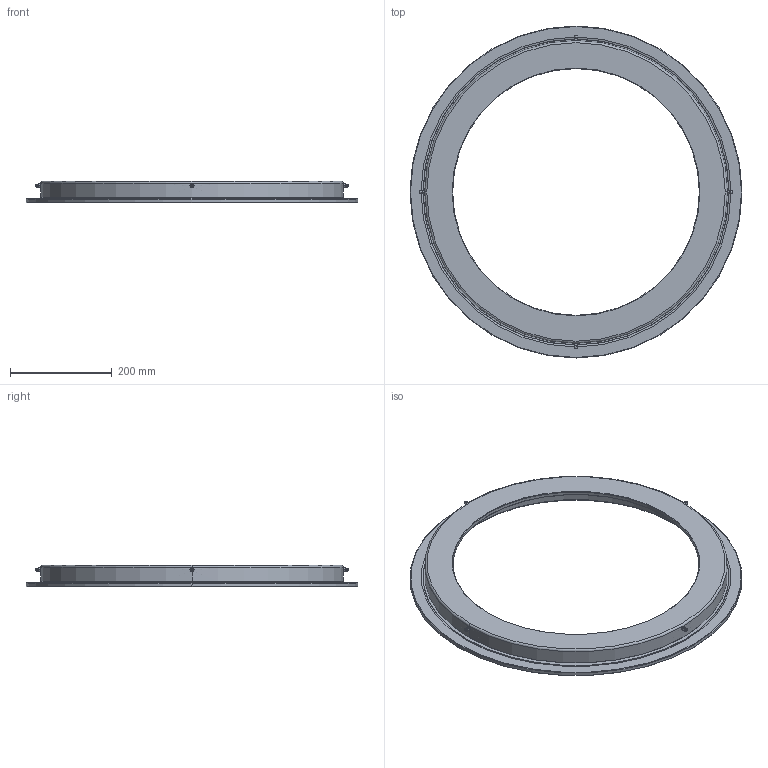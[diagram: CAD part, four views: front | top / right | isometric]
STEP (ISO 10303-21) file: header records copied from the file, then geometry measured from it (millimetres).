
FILE_DESCRIPTION (( 'STEP AP214' ), '1' );
FILE_NAME ('0013779.step', '2023-08-10T13:54:00', ( '' ), ( '' ), 'SwSTEP 2.0', 'SolidWorks 2020', '' );
FILE_SCHEMA (( 'AUTOMOTIVE_DESIGN' ));
Length unit declared in the file: millimetre
Products named in the file (3): 0013779_650L-360_ohne_Schmiernippel; 0033787_Schmiernippel_DIN71412_A_H1_M6x1_MODEL; 0013779
Assembly tree (5 placements, depth 2):
  0013779
    0013779_650L-360_ohne_Schmiernippel
    0033787_Schmiernippel_DIN71412_A_H1_M6x1_MODEL  x4
Bounding box: 654 x 654 x 42 mm (x, y, z)
Volume: 2622542.9 mm3; surface area: 705442.8 mm2
Topology: 7 solids, 7 shells, 178 faces, 396 edges, 222 vertices
Faces by surface type: cone 56, plane 44, torus 38, cylinder 32, sphere 8
Entity records: 3808 total; most frequent: CARTESIAN_POINT 1258, DIRECTION 556, ORIENTED_EDGE 470, AXIS2_PLACEMENT_3D 240, EDGE_CURVE 235, VERTEX_POINT 134, EDGE_LOOP 123, CIRCLE 123
